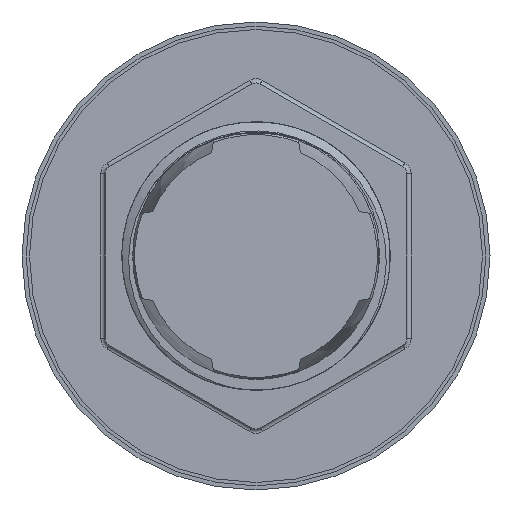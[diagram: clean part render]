
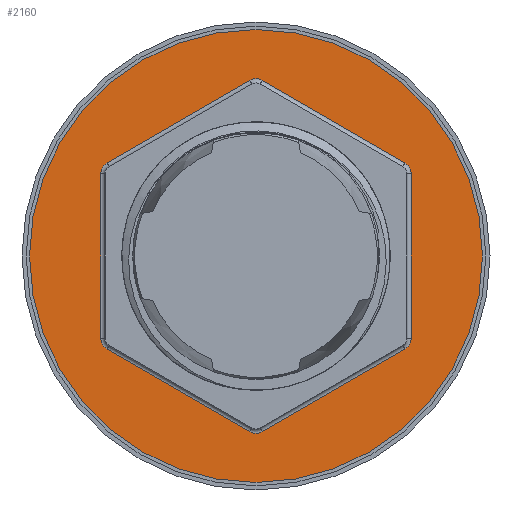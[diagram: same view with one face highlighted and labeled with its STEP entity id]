
A CAD part, front view. The second image highlights one B-rep face of the part: STEP entity #2160.
In plain terms, the highlighted planar face has unit normal (0, -1, 0).
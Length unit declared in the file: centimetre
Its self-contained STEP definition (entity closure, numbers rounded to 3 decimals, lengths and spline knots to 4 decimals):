
#101=FACE_BOUND($,#564,.T.);
#139=LINE($,#4106,#239);
#141=LINE($,#4118,#241);
#143=LINE($,#4130,#243);
#145=LINE($,#4142,#245);
#147=LINE($,#4154,#247);
#148=LINE($,#4162,#248);
#239=VECTOR($,#2558,0.9815);
#241=VECTOR($,#2572,0.9815);
#243=VECTOR($,#2586,0.9815);
#245=VECTOR($,#2600,0.9815);
#247=VECTOR($,#2614,0.9815);
#248=VECTOR($,#2625,0.9815);
#354=PLANE($,#2331);
#425=FACE_OUTER_BOUND($,#563,.T.);
#563=EDGE_LOOP($,(#1533));
#564=EDGE_LOOP($,(#1534,#1535,#1536,#1537,#1538,#1539,#1540,#1541,#1542,
#1543,#1544,#1545));
#781=CIRCLE($,#2288,0.075);
#787=CIRCLE($,#2296,0.075);
#791=CIRCLE($,#2302,0.075);
#795=CIRCLE($,#2308,0.075);
#799=CIRCLE($,#2314,0.075);
#803=CIRCLE($,#2320,0.075);
#807=CIRCLE($,#2332,1.35);
#904=VERTEX_POINT($,#4094);
#905=VERTEX_POINT($,#4096);
#907=VERTEX_POINT($,#4102);
#909=VERTEX_POINT($,#4108);
#911=VERTEX_POINT($,#4114);
#913=VERTEX_POINT($,#4120);
#915=VERTEX_POINT($,#4126);
#917=VERTEX_POINT($,#4132);
#919=VERTEX_POINT($,#4138);
#921=VERTEX_POINT($,#4144);
#923=VERTEX_POINT($,#4150);
#925=VERTEX_POINT($,#4156);
#934=VERTEX_POINT($,#4191);
#1132=EDGE_CURVE($,#904,#905,#781,.T.);
#1137=EDGE_CURVE($,#905,#907,#139,.T.);
#1140=EDGE_CURVE($,#907,#909,#787,.T.);
#1143=EDGE_CURVE($,#909,#911,#141,.T.);
#1146=EDGE_CURVE($,#911,#913,#791,.T.);
#1149=EDGE_CURVE($,#913,#915,#143,.T.);
#1152=EDGE_CURVE($,#915,#917,#795,.T.);
#1155=EDGE_CURVE($,#917,#919,#145,.T.);
#1158=EDGE_CURVE($,#919,#921,#799,.T.);
#1161=EDGE_CURVE($,#921,#923,#147,.T.);
#1164=EDGE_CURVE($,#923,#925,#803,.T.);
#1165=EDGE_CURVE($,#925,#904,#148,.T.);
#1180=EDGE_CURVE($,#934,#934,#807,.T.);
#1533=ORIENTED_EDGE($,*,*,#1180,.T.);
#1534=ORIENTED_EDGE($,*,*,#1132,.F.);
#1535=ORIENTED_EDGE($,*,*,#1165,.F.);
#1536=ORIENTED_EDGE($,*,*,#1164,.F.);
#1537=ORIENTED_EDGE($,*,*,#1161,.F.);
#1538=ORIENTED_EDGE($,*,*,#1158,.F.);
#1539=ORIENTED_EDGE($,*,*,#1155,.F.);
#1540=ORIENTED_EDGE($,*,*,#1152,.F.);
#1541=ORIENTED_EDGE($,*,*,#1149,.F.);
#1542=ORIENTED_EDGE($,*,*,#1146,.F.);
#1543=ORIENTED_EDGE($,*,*,#1143,.F.);
#1544=ORIENTED_EDGE($,*,*,#1140,.F.);
#1545=ORIENTED_EDGE($,*,*,#1137,.F.);
#2160=ADVANCED_FACE($,(#425,#101),#354,.T.);
#2288=AXIS2_PLACEMENT_3D($,#4097,#2547,#2548);
#2296=AXIS2_PLACEMENT_3D($,#4112,#2565,#2566);
#2302=AXIS2_PLACEMENT_3D($,#4124,#2579,#2580);
#2308=AXIS2_PLACEMENT_3D($,#4136,#2593,#2594);
#2314=AXIS2_PLACEMENT_3D($,#4148,#2607,#2608);
#2320=AXIS2_PLACEMENT_3D($,#4160,#2621,#2622);
#2331=AXIS2_PLACEMENT_3D($,#4190,#2655,#2656);
#2332=AXIS2_PLACEMENT_3D($,#4192,#2657,#2658);
#2547=DIRECTION('center_axis',(0.,-1.,0.));
#2548=DIRECTION('ref_axis',(0.,0.,
-1.));
#2558=DIRECTION($,(0.866,0.,0.5));
#2565=DIRECTION('center_axis',(0.,-1.,0.));
#2566=DIRECTION('ref_axis',(0.866,0.,-0.5));
#2572=DIRECTION($,(0.,0.,1.));
#2579=DIRECTION('center_axis',(0.,-1.,0.));
#2580=DIRECTION('ref_axis',(0.866,0.,0.5));
#2586=DIRECTION($,(-0.866,0.,0.5));
#2593=DIRECTION('center_axis',(0.,-1.,0.));
#2594=DIRECTION('ref_axis',(0.,0.,
1.));
#2600=DIRECTION($,(-0.866,0.,-0.5));
#2607=DIRECTION('center_axis',(0.,-1.,0.));
#2608=DIRECTION('ref_axis',(-0.866,0.,0.5));
#2614=DIRECTION($,(0.,0.,-1.));
#2621=DIRECTION('center_axis',(0.,-1.,0.));
#2622=DIRECTION('ref_axis',(-0.866,0.,-0.5));
#2625=DIRECTION($,(0.866,0.,-0.5));
#2655=DIRECTION('center_axis',(0.,-1.,0.));
#2656=DIRECTION('ref_axis',(0.,0.,
-1.));
#2657=DIRECTION('center_axis',(0.,-1.,0.));
#2658=DIRECTION('ref_axis',(0.,0.,
-1.));
#4094=CARTESIAN_POINT('',(-0.0674,-0.1563,-1.0464));
#4096=CARTESIAN_POINT('',(0.0076,-0.1563,-1.0464));
#4097=CARTESIAN_POINT('Origin',(-0.0299,-0.1563,
-0.9815));
#4102=CARTESIAN_POINT('',(0.8576,-0.1563,-0.5557));
#4106=CARTESIAN_POINT($,(0.9951,-0.1563,-0.4763));
#4108=CARTESIAN_POINT('',(0.8951,-0.1563,-0.4907));
#4112=CARTESIAN_POINT('Origin',(0.8201,-0.1563,-0.4907));
#4114=CARTESIAN_POINT('',(0.8951,-0.1563,0.4907));
#4118=CARTESIAN_POINT($,(0.8951,-0.1563,0.2598));
#4120=CARTESIAN_POINT('',(0.8576,-0.1563,0.5557));
#4124=CARTESIAN_POINT('Origin',(0.8201,-0.1563,0.4907));
#4126=CARTESIAN_POINT('',(0.0076,-0.1563,1.0464));
#4130=CARTESIAN_POINT($,(0.5451,-0.1563,0.7361));
#4132=CARTESIAN_POINT('',(-0.0674,-0.1563,1.0464));
#4136=CARTESIAN_POINT('Origin',(-0.0299,-0.1563,
0.9815));
#4138=CARTESIAN_POINT('',(-0.9174,-0.1563,0.5557));
#4142=CARTESIAN_POINT($,(-0.3799,-0.1563,0.866));
#4144=CARTESIAN_POINT('',(-0.9549,-0.1563,0.4907));
#4148=CARTESIAN_POINT('Origin',(-0.8799,-0.1563,0.4907));
#4150=CARTESIAN_POINT('',(-0.9549,-0.1563,-0.4907));
#4154=CARTESIAN_POINT($,(-0.9549,-0.1563,-0.2598));
#4156=CARTESIAN_POINT('',(-0.9174,-0.1563,-0.5557));
#4160=CARTESIAN_POINT('Origin',(-0.8799,-0.1563,-0.4907));
#4162=CARTESIAN_POINT($,(0.0701,-0.1563,-1.1258));
#4190=CARTESIAN_POINT('Origin',(0.8701,-0.1563,0.));
#4191=CARTESIAN_POINT('',(1.3201,-0.1563,0.));
#4192=CARTESIAN_POINT('Origin',(-0.0299,-0.1563,
0.));
